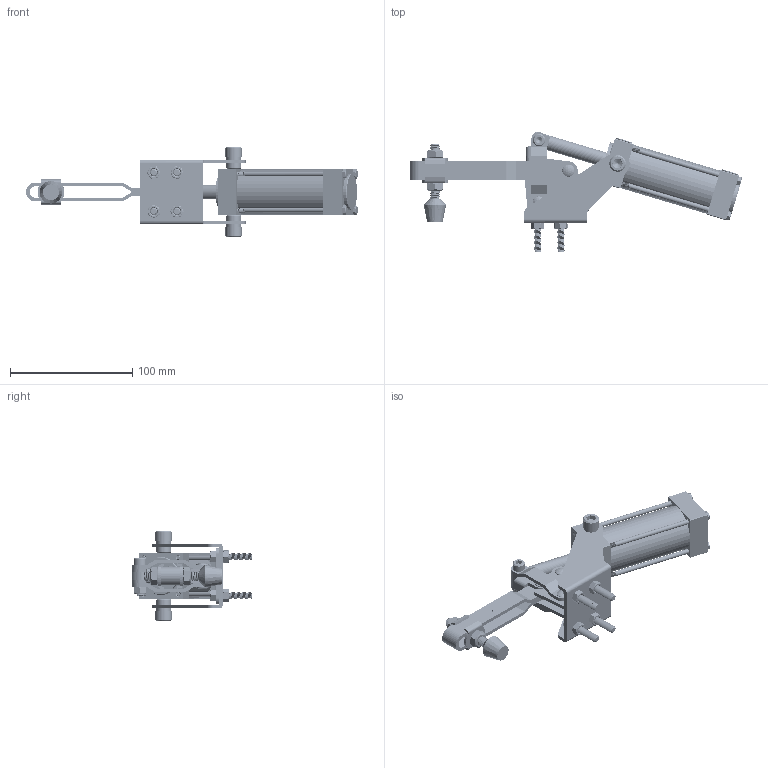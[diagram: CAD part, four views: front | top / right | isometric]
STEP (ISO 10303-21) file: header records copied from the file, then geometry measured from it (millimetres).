
FILE_DESCRIPTION (( 'STEP AP203' ), '1' );
FILE_NAME ('CH-12132-A.STEP', '2017-12-05T08:19:59', ( 'Windows' ), ( 'Microsoft' ), 'SwSTEP 2.0', 'SolidWorks 2015', '' );
FILE_SCHEMA (( 'CONFIG_CONTROL_DESIGN' ));
Length unit declared in the file: millimetre
Products named in the file (21): 12130-03-A-04; 錨璃2; M6-30; CH-12130-A-04; CH-12132-A; M6; Air cylinder-2; 22RIVET; Air cylinder-1; 16.5rivet; M6NUT; CH-FC-56212; M6-25; M8; Air cylinder-3; CH-12130-A-01; CH-12132-ALONG U-BAR; M8-15; CH-12130-01; CH-FW-516; CH-12130-A-02
Assembly tree (35 placements, depth 2):
  CH-12132-A
    CH-12130-A-01
    CH-12130-01
    12130-03-A-04
    CH-12130-A-04
    Air cylinder-2
    Air cylinder-1
    M6NUT
    M6-25
    Air cylinder-3  x4
    M8-15  x2
    CH-12130-A-02  x2
    M6-30  x4
    M6  x4
    22RIVET
    16.5rivet  x2
    CH-FC-56212
    M8  x2
    CH-12132-ALONG U-BAR
    CH-FW-516  x2
    錨璃2  x2
Bounding box: 271.48 x 98.56 x 74 mm (x, y, z)
Volume: 204616.8 mm3; surface area: 99989.7 mm2
Topology: 37 solids, 37 shells, 2063 faces, 5627 edges, 3686 vertices
Faces by surface type: cylinder 1120, plane 524, bspline 221, cone 156, torus 36, sphere 6
Entity records: 76556 total; most frequent: CARTESIAN_POINT 42265, ORIENTED_EDGE 7706, DIRECTION 5319, EDGE_CURVE 3853, VERTEX_POINT 2535, AXIS2_PLACEMENT_3D 1775, LINE 1769, VECTOR 1769
